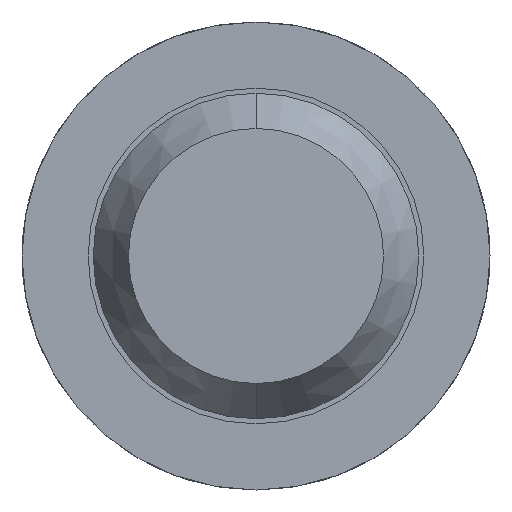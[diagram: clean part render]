
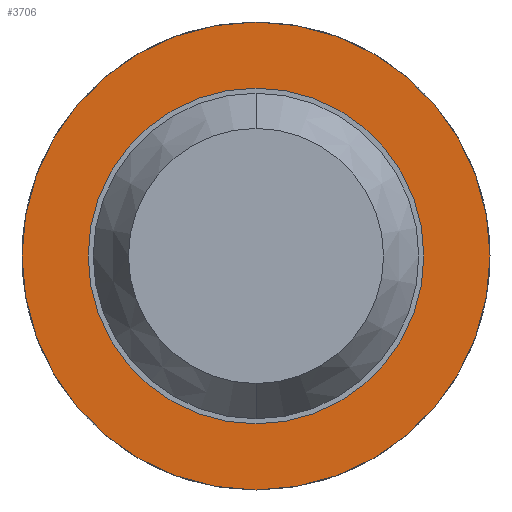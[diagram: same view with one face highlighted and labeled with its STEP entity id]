
A CAD part, front view. The second image highlights one B-rep face of the part: STEP entity #3706.
In plain terms, the highlighted planar face has unit normal (0, -1, 0).
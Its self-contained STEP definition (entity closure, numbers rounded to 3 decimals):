
#6 = CARTESIAN_POINT ( 'NONE',  ( 0., -1.7, 0.825 ) ) ;
#74 = DIRECTION ( 'NONE',  ( 0., 1., 0. ) ) ;
#473 = DIRECTION ( 'NONE',  ( 0., 1., 0. ) ) ;
#511 = AXIS2_PLACEMENT_3D ( 'NONE', #4366, #473, #1133 ) ;
#605 = VERTEX_POINT ( 'NONE', #2980 ) ;
#770 = AXIS2_PLACEMENT_3D ( 'NONE', #2913, #817, #1895 ) ;
#793 = AXIS2_PLACEMENT_3D ( 'NONE', #2447, #1057, #2120 ) ;
#800 = VERTEX_POINT ( 'NONE', #3364 ) ;
#817 = DIRECTION ( 'NONE',  ( 0., 1., 0. ) ) ;
#841 = DIRECTION ( 'NONE',  ( 0., 1., 0. ) ) ;
#1057 = DIRECTION ( 'NONE',  ( 0., 1., 0. ) ) ;
#1125 = EDGE_CURVE ( 'Defeature ausgef�hrt1_39+Defeature ausgef�hrt1_46+Defeature ausgef�hrt1_46+Defeature ausgef�hrt1_46', #605, #3213, #3950, .T. ) ;
#1133 = DIRECTION ( 'NONE',  ( 0., 0., 1. ) ) ;
#1160 = CARTESIAN_POINT ( 'NONE',  ( 0., -1.7, 0. ) ) ;
#1173 = EDGE_CURVE ( 'Defeature ausgef�hrt1_46+Defeature ausgef�hrt1_45+Defeature ausgef�hrt1_45+Defeature ausgef�hrt1_45', #3999, #800, #1648, .T. ) ;
#1565 = CARTESIAN_POINT ( 'NONE',  ( 0., -1.7, 1.15 ) ) ;
#1648 = CIRCLE ( 'NONE', #770, 0.825 ) ;
#1895 = DIRECTION ( 'NONE',  ( 0., 0., 1. ) ) ;
#1929 = FACE_BOUND ( 'NONE', #3457, .T. ) ;
#2120 = DIRECTION ( 'NONE',  ( 0., 0., 1. ) ) ;
#2236 = ORIENTED_EDGE ( 'NONE', *, *, #1173, .T. ) ;
#2239 = ORIENTED_EDGE ( 'NONE', *, *, #2784, .T. ) ;
#2447 = CARTESIAN_POINT ( 'NONE',  ( 0., -1.7, 0. ) ) ;
#2528 = AXIS2_PLACEMENT_3D ( 'NONE', #1160, #841, #4356 ) ;
#2664 = CIRCLE ( 'NONE', #793, 0.825 ) ;
#2784 = EDGE_CURVE ( 'Defeature ausgef�hrt1_46+Defeature ausgef�hrt1_45+Defeature ausgef�hrt1_45+Defeature ausgef�hrt1_45', #800, #3999, #2664, .T. ) ;
#2790 = ORIENTED_EDGE ( 'NONE', *, *, #3102, .F. ) ;
#2913 = CARTESIAN_POINT ( 'NONE',  ( 0., -1.7, 0. ) ) ;
#2979 = PLANE ( 'NONE',  #3636 ) ;
#2980 = CARTESIAN_POINT ( 'NONE',  ( 0., -1.7, -1.15 ) ) ;
#3102 = EDGE_CURVE ( 'Defeature ausgef�hrt1_39+Defeature ausgef�hrt1_46+Defeature ausgef�hrt1_46+Defeature ausgef�hrt1_46', #3213, #605, #3772, .T. ) ;
#3213 = VERTEX_POINT ( 'NONE', #1565 ) ;
#3218 = FACE_OUTER_BOUND ( 'NONE', #4575, .T. ) ;
#3364 = CARTESIAN_POINT ( 'NONE',  ( 0., -1.7, -0.825 ) ) ;
#3457 = EDGE_LOOP ( 'NONE', ( #2236, #2239 ) ) ;
#3636 = AXIS2_PLACEMENT_3D ( 'NONE', #3704, #74, #4133 ) ;
#3704 = CARTESIAN_POINT ( 'NONE',  ( 0.825, -1.7, 0. ) ) ;
#3706 = ADVANCED_FACE ( 'Defeature ausgef�hrt1_46', ( #3218, #1929 ), #2979, .F. ) ;
#3764 = ORIENTED_EDGE ( 'NONE', *, *, #1125, .F. ) ;
#3772 = CIRCLE ( 'NONE', #2528, 1.15 ) ;
#3950 = CIRCLE ( 'NONE', #511, 1.15 ) ;
#3999 = VERTEX_POINT ( 'NONE', #6 ) ;
#4133 = DIRECTION ( 'NONE',  ( 0., 0., 1. ) ) ;
#4356 = DIRECTION ( 'NONE',  ( 0., 0., 1. ) ) ;
#4366 = CARTESIAN_POINT ( 'NONE',  ( 0., -1.7, 0. ) ) ;
#4575 = EDGE_LOOP ( 'NONE', ( #2790, #3764 ) ) ;
